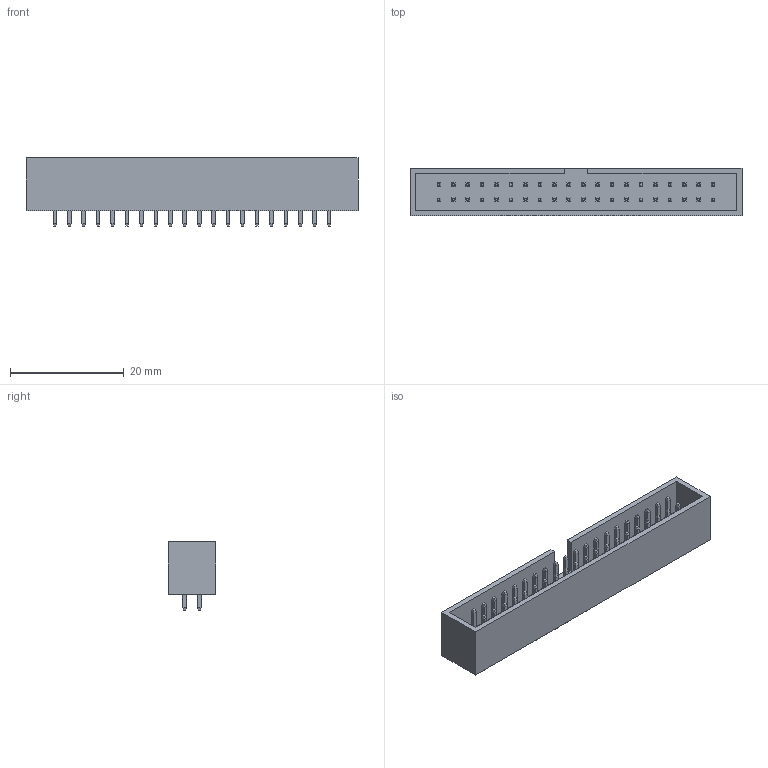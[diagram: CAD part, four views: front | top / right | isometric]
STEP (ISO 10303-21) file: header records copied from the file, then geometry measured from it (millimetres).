
FILE_DESCRIPTION (( 'STEP AP214' ), '1' );
FILE_NAME ('User Library-IDC-40MS.STEP', '2020-10-10T21:46:20', ( '' ), ( '' ), 'SwSTEP 2.0', 'SolidWorks 2020', '' );
FILE_SCHEMA (( 'AUTOMOTIVE_DESIGN' ));
Length unit declared in the file: millimetre
Products named in the file (3): 冓踖樦 IDC40; Øòûðü; User Library-IDC-40MS
Assembly tree (41 placements, depth 2):
  User Library-IDC-40MS
    冓踖樦 IDC40
    Øòûðü  x40
Bounding box: 58.4 x 8.4 x 12.09 mm (x, y, z)
Volume: 2325 mm3; surface area: 4443.4 mm2
Topology: 41 solids, 41 shells, 734 faces, 1636 edges, 984 vertices
Faces by surface type: plane 734
Entity records: 8694 total; most frequent: CARTESIAN_POINT 1136, ORIENTED_EDGE 1088, DIRECTION 1008, VECTOR 544, EDGE_CURVE 544, LINE 544, VERTEX_POINT 360, EDGE_LOOP 268
